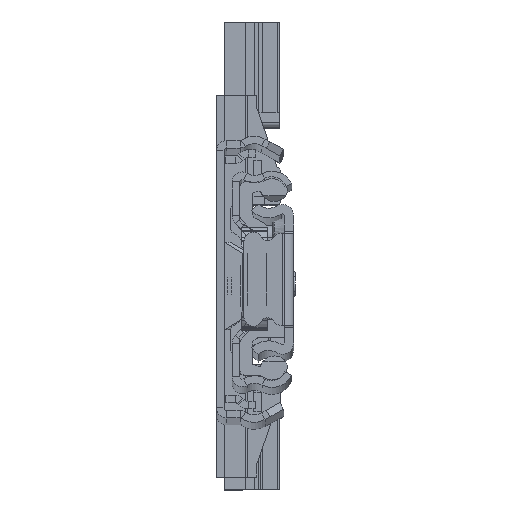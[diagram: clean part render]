
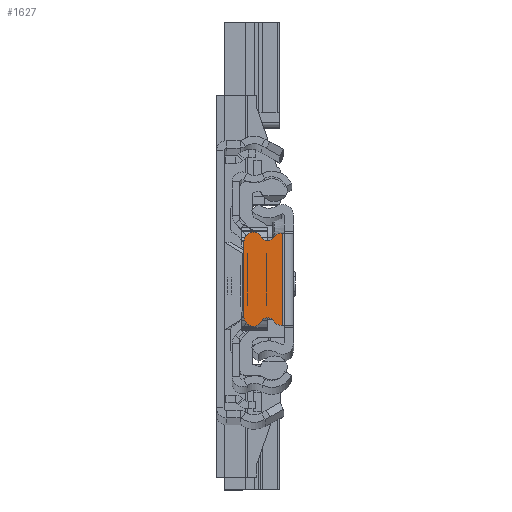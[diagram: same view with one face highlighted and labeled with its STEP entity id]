
A CAD part, top view. The second image highlights one B-rep face of the part: STEP entity #1627.
In plain terms, the highlighted planar face has unit normal (0, 0, 1).
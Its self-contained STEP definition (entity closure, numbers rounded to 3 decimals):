
#78 = DIRECTION ( 'NONE',  ( 1., 0., 0. ) ) ;
#878 = EDGE_CURVE ( 'NONE', #17027, #17248, #26048, .T. ) ;
#1627 = ADVANCED_FACE ( 'NONE', ( #27488 ), #10601, .T. ) ;
#1794 = AXIS2_PLACEMENT_3D ( 'NONE', #10826, #3898, #23548 ) ;
#1995 = CARTESIAN_POINT ( 'NONE',  ( -1.75, 7.37, 0. ) ) ;
#2191 = CARTESIAN_POINT ( 'NONE',  ( -1.75, -7.37, 0. ) ) ;
#3051 = EDGE_CURVE ( 'NONE', #4333, #30433, #27281, .T. ) ;
#3898 = DIRECTION ( 'NONE',  ( 0., 0., 1. ) ) ;
#4333 = VERTEX_POINT ( 'NONE', #26503 ) ;
#4469 = VECTOR ( 'NONE', #18331, 1000. ) ;
#4609 = AXIS2_PLACEMENT_3D ( 'NONE', #28549, #22440, #14483 ) ;
#4911 = EDGE_CURVE ( 'NONE', #26585, #28853, #7095, .T. ) ;
#4927 = CARTESIAN_POINT ( 'NONE',  ( -1.929, 5.87, 0. ) ) ;
#7095 = CIRCLE ( 'NONE', #9526, 1.1 ) ;
#7149 = CARTESIAN_POINT ( 'NONE',  ( -7.929, 6., 0. ) ) ;
#7345 = DIRECTION ( 'NONE',  ( -1., 0., 0. ) ) ;
#7779 = CARTESIAN_POINT ( 'NONE',  ( -6.429, 6., 0. ) ) ;
#7914 = VECTOR ( 'NONE', #33755, 1000. ) ;
#7984 = VERTEX_POINT ( 'NONE', #7149 ) ;
#8939 = CARTESIAN_POINT ( 'NONE',  ( -4.142, 7.236, 0. ) ) ;
#9479 = ORIENTED_EDGE ( 'NONE', *, *, #13190, .F. ) ;
#9526 = AXIS2_PLACEMENT_3D ( 'NONE', #8939, #36542, #30866 ) ;
#9544 = CIRCLE ( 'NONE', #23680, 1.5 ) ;
#9804 = EDGE_CURVE ( 'NONE', #7984, #4333, #24410, .T. ) ;
#9836 = CARTESIAN_POINT ( 'NONE',  ( -1.929, 7.37, 0. ) ) ;
#10133 = CARTESIAN_POINT ( 'NONE',  ( -7.929, -6., 0. ) ) ;
#10275 = DIRECTION ( 'NONE',  ( -1., 0., 0. ) ) ;
#10430 = CARTESIAN_POINT ( 'NONE',  ( -5.109, -6.713, 0. ) ) ;
#10601 = PLANE ( 'NONE',  #16562 ) ;
#10613 = ORIENTED_EDGE ( 'NONE', *, *, #28662, .T. ) ;
#10701 = ORIENTED_EDGE ( 'NONE', *, *, #3051, .T. ) ;
#10826 = CARTESIAN_POINT ( 'NONE',  ( -6.429, -6., 0. ) ) ;
#10966 = DIRECTION ( 'NONE',  ( 0., 0., 1. ) ) ;
#11130 = CARTESIAN_POINT ( 'NONE',  ( -1.75, 0., 0. ) ) ;
#12537 = ORIENTED_EDGE ( 'NONE', *, *, #19125, .T. ) ;
#13190 = EDGE_CURVE ( 'NONE', #27097, #13789, #15362, .T. ) ;
#13414 = CARTESIAN_POINT ( 'NONE',  ( 694.071, 0., 0. ) ) ;
#13554 = DIRECTION ( 'NONE',  ( 0., 0., 1. ) ) ;
#13789 = VERTEX_POINT ( 'NONE', #30826 ) ;
#14483 = DIRECTION ( 'NONE',  ( 1., 0., 0. ) ) ;
#14713 = CIRCLE ( 'NONE', #4609, 1.5 ) ;
#15116 = CIRCLE ( 'NONE', #35783, 1.1 ) ;
#15149 = ORIENTED_EDGE ( 'NONE', *, *, #26877, .F. ) ;
#15362 = LINE ( 'NONE', #32389, #32783 ) ;
#16283 = DIRECTION ( 'NONE',  ( 0., 0., 1. ) ) ;
#16347 = DIRECTION ( 'NONE',  ( -1., 0., 0. ) ) ;
#16562 = AXIS2_PLACEMENT_3D ( 'NONE', #13414, #10966, #22286 ) ;
#16759 = CARTESIAN_POINT ( 'NONE',  ( -4.142, -7.236, 0. ) ) ;
#17027 = VERTEX_POINT ( 'NONE', #9836 ) ;
#17248 = VERTEX_POINT ( 'NONE', #1995 ) ;
#18322 = CIRCLE ( 'NONE', #27165, 1.5 ) ;
#18331 = DIRECTION ( 'NONE',  ( 0., -1., 0. ) ) ;
#18591 = CARTESIAN_POINT ( 'NONE',  ( -3.206, 6.658, 0. ) ) ;
#19125 = EDGE_CURVE ( 'NONE', #27147, #13789, #14713, .T. ) ;
#21346 = EDGE_CURVE ( 'NONE', #30433, #27147, #15116, .T. ) ;
#22227 = CARTESIAN_POINT ( 'NONE',  ( -3.206, -6.658, 0. ) ) ;
#22286 = DIRECTION ( 'NONE',  ( 1., 0., 0. ) ) ;
#22440 = DIRECTION ( 'NONE',  ( 0., 0., 1. ) ) ;
#22442 = LINE ( 'NONE', #11130, #7914 ) ;
#22709 = CARTESIAN_POINT ( 'NONE',  ( -1.929, 7.37, 0. ) ) ;
#23202 = ORIENTED_EDGE ( 'NONE', *, *, #878, .F. ) ;
#23548 = DIRECTION ( 'NONE',  ( 1., 0., 0. ) ) ;
#23680 = AXIS2_PLACEMENT_3D ( 'NONE', #7779, #13554, #16347 ) ;
#24410 = LINE ( 'NONE', #10133, #4469 ) ;
#24775 = DIRECTION ( 'NONE',  ( -1., 0., 0. ) ) ;
#25796 = ORIENTED_EDGE ( 'NONE', *, *, #21346, .T. ) ;
#26048 = LINE ( 'NONE', #22709, #27492 ) ;
#26503 = CARTESIAN_POINT ( 'NONE',  ( -7.929, -6., 0. ) ) ;
#26585 = VERTEX_POINT ( 'NONE', #18591 ) ;
#26877 = EDGE_CURVE ( 'NONE', #17248, #27097, #22442, .T. ) ;
#27097 = VERTEX_POINT ( 'NONE', #2191 ) ;
#27147 = VERTEX_POINT ( 'NONE', #22227 ) ;
#27165 = AXIS2_PLACEMENT_3D ( 'NONE', #4927, #16283, #24775 ) ;
#27281 = CIRCLE ( 'NONE', #1794, 1.5 ) ;
#27488 = FACE_OUTER_BOUND ( 'NONE', #30432, .T. ) ;
#27492 = VECTOR ( 'NONE', #78, 1000. ) ;
#28549 = CARTESIAN_POINT ( 'NONE',  ( -1.929, -5.87, 0. ) ) ;
#28662 = EDGE_CURVE ( 'NONE', #17027, #26585, #18322, .T. ) ;
#28853 = VERTEX_POINT ( 'NONE', #35278 ) ;
#30432 = EDGE_LOOP ( 'NONE', ( #15149, #23202, #10613, #36117, #31414, #32936, #10701, #25796, #12537, #9479 ) ) ;
#30433 = VERTEX_POINT ( 'NONE', #10430 ) ;
#30826 = CARTESIAN_POINT ( 'NONE',  ( -1.929, -7.37, 0. ) ) ;
#30866 = DIRECTION ( 'NONE',  ( 1., 0., 0. ) ) ;
#30915 = EDGE_CURVE ( 'NONE', #28853, #7984, #9544, .T. ) ;
#31414 = ORIENTED_EDGE ( 'NONE', *, *, #30915, .T. ) ;
#32389 = CARTESIAN_POINT ( 'NONE',  ( -1.929, -7.37, 0. ) ) ;
#32783 = VECTOR ( 'NONE', #7345, 1000. ) ;
#32936 = ORIENTED_EDGE ( 'NONE', *, *, #9804, .T. ) ;
#33585 = DIRECTION ( 'NONE',  ( 0., 0., -1. ) ) ;
#33755 = DIRECTION ( 'NONE',  ( 0., -1., 0. ) ) ;
#35278 = CARTESIAN_POINT ( 'NONE',  ( -5.109, 6.713, 0. ) ) ;
#35783 = AXIS2_PLACEMENT_3D ( 'NONE', #16759, #33585, #10275 ) ;
#36117 = ORIENTED_EDGE ( 'NONE', *, *, #4911, .T. ) ;
#36542 = DIRECTION ( 'NONE',  ( 0., 0., -1. ) ) ;
